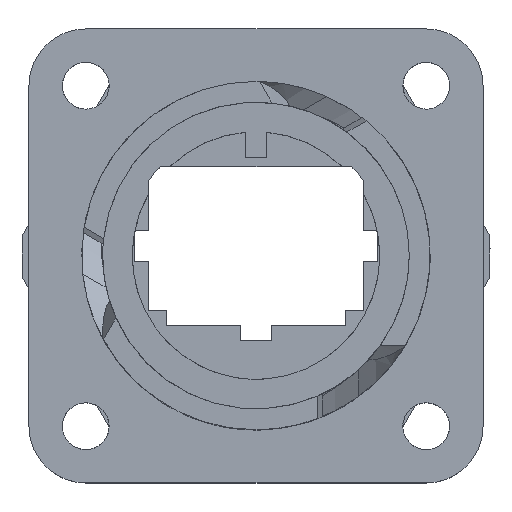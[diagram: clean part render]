
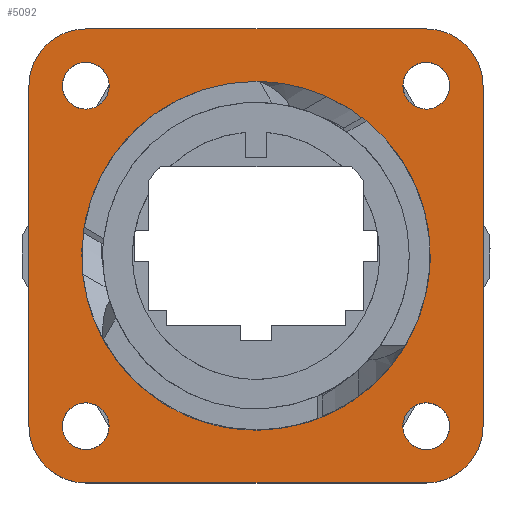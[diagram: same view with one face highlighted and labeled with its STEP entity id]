
A CAD part, top view. The second image highlights one B-rep face of the part: STEP entity #5092.
In plain terms, the highlighted planar face has unit normal (0, 0, 1).
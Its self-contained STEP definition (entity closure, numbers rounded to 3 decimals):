
#2779=AXIS2_PLACEMENT_3D('Circle Axis2P3D',#2777,#2778,$) ;
#2827=AXIS2_PLACEMENT_3D('Circle Axis2P3D',#2825,#2826,$) ;
#2875=AXIS2_PLACEMENT_3D('Circle Axis2P3D',#2873,#2874,$) ;
#2923=AXIS2_PLACEMENT_3D('Circle Axis2P3D',#2921,#2922,$) ;
#5026=AXIS2_PLACEMENT_3D('Plane Axis2P3D',#5023,#5024,#5025) ;
#5040=AXIS2_PLACEMENT_3D('Circle Axis2P3D',#5038,#5039,$) ;
#5049=AXIS2_PLACEMENT_3D('Circle Axis2P3D',#5047,#5048,$) ;
#5058=AXIS2_PLACEMENT_3D('Circle Axis2P3D',#5056,#5057,$) ;
#5067=AXIS2_PLACEMENT_3D('Circle Axis2P3D',#5065,#5066,$) ;
#5076=AXIS2_PLACEMENT_3D('Circle Axis2P3D',#5074,#5075,$) ;
#5085=AXIS2_PLACEMENT_3D('Circle Axis2P3D',#5083,#5084,$) ;
#2750=CARTESIAN_POINT('Vertex',(28.5,0.,12.2)) ;
#2753=CARTESIAN_POINT('Line Origine',(16.5,0.,12.2)) ;
#2757=CARTESIAN_POINT('Vertex',(4.5,0.,12.2)) ;
#2777=CARTESIAN_POINT('Axis2P3D Location',(4.5,4.,12.2)) ;
#2781=CARTESIAN_POINT('Vertex',(0.5,4.,12.2)) ;
#2801=CARTESIAN_POINT('Line Origine',(0.5,16.,12.2)) ;
#2805=CARTESIAN_POINT('Vertex',(0.5,28.,12.2)) ;
#2825=CARTESIAN_POINT('Axis2P3D Location',(4.5,28.,12.2)) ;
#2829=CARTESIAN_POINT('Vertex',(4.5,32.,12.2)) ;
#2849=CARTESIAN_POINT('Line Origine',(16.5,32.,12.2)) ;
#2853=CARTESIAN_POINT('Vertex',(28.5,32.,12.2)) ;
#2873=CARTESIAN_POINT('Axis2P3D Location',(28.5,28.,12.2)) ;
#2877=CARTESIAN_POINT('Vertex',(32.5,28.,12.2)) ;
#2897=CARTESIAN_POINT('Line Origine',(32.5,16.,12.2)) ;
#2901=CARTESIAN_POINT('Vertex',(32.5,4.,12.2)) ;
#2921=CARTESIAN_POINT('Axis2P3D Location',(28.5,4.,12.2)) ;
#3491=CARTESIAN_POINT('Vertex',(3.052,4.791,12.2)) ;
#3511=CARTESIAN_POINT('Vertex',(5.948,3.209,12.2)) ;
#3515=CARTESIAN_POINT('Control Point',(3.052,4.791,12.2)) ;
#3516=CARTESIAN_POINT('Control Point',(3.301,5.246,12.2)) ;
#3517=CARTESIAN_POINT('Control Point',(3.728,5.603,12.2)) ;
#3518=CARTESIAN_POINT('Control Point',(4.284,5.766,12.2)) ;
#3519=CARTESIAN_POINT('Control Point',(5.389,5.627,12.2)) ;
#3520=CARTESIAN_POINT('Control Point',(6.103,4.772,12.2)) ;
#3521=CARTESIAN_POINT('Control Point',(6.266,4.216,12.2)) ;
#3522=CARTESIAN_POINT('Control Point',(6.197,3.664,12.2)) ;
#3523=CARTESIAN_POINT('Control Point',(5.948,3.209,12.2)) ;
#3648=CARTESIAN_POINT('Vertex',(29.948,27.209,12.2)) ;
#3668=CARTESIAN_POINT('Vertex',(27.052,28.791,12.2)) ;
#3672=CARTESIAN_POINT('Control Point',(29.948,27.209,12.2)) ;
#3673=CARTESIAN_POINT('Control Point',(29.699,26.754,12.2)) ;
#3674=CARTESIAN_POINT('Control Point',(29.272,26.397,12.2)) ;
#3675=CARTESIAN_POINT('Control Point',(28.716,26.234,12.2)) ;
#3676=CARTESIAN_POINT('Control Point',(27.611,26.373,12.2)) ;
#3677=CARTESIAN_POINT('Control Point',(26.897,27.228,12.2)) ;
#3678=CARTESIAN_POINT('Control Point',(26.734,27.784,12.2)) ;
#3679=CARTESIAN_POINT('Control Point',(26.803,28.336,12.2)) ;
#3680=CARTESIAN_POINT('Control Point',(27.052,28.791,12.2)) ;
#3853=CARTESIAN_POINT('Vertex',(27.709,2.552,12.2)) ;
#3873=CARTESIAN_POINT('Vertex',(29.291,5.448,12.2)) ;
#3877=CARTESIAN_POINT('Control Point',(27.709,2.552,12.2)) ;
#3878=CARTESIAN_POINT('Control Point',(27.254,2.801,12.2)) ;
#3879=CARTESIAN_POINT('Control Point',(26.897,3.228,12.2)) ;
#3880=CARTESIAN_POINT('Control Point',(26.734,3.784,12.2)) ;
#3881=CARTESIAN_POINT('Control Point',(26.873,4.889,12.2)) ;
#3882=CARTESIAN_POINT('Control Point',(27.728,5.603,12.2)) ;
#3883=CARTESIAN_POINT('Control Point',(28.284,5.766,12.2)) ;
#3884=CARTESIAN_POINT('Control Point',(28.836,5.697,12.2)) ;
#3885=CARTESIAN_POINT('Control Point',(29.291,5.448,12.2)) ;
#4034=CARTESIAN_POINT('Vertex',(5.291,29.448,12.2)) ;
#4054=CARTESIAN_POINT('Vertex',(3.709,26.552,12.2)) ;
#4058=CARTESIAN_POINT('Control Point',(5.291,29.448,12.2)) ;
#4059=CARTESIAN_POINT('Control Point',(5.746,29.199,12.2)) ;
#4060=CARTESIAN_POINT('Control Point',(6.103,28.772,12.2)) ;
#4061=CARTESIAN_POINT('Control Point',(6.266,28.216,12.2)) ;
#4062=CARTESIAN_POINT('Control Point',(6.127,27.111,12.2)) ;
#4063=CARTESIAN_POINT('Control Point',(5.272,26.397,12.2)) ;
#4064=CARTESIAN_POINT('Control Point',(4.716,26.234,12.2)) ;
#4065=CARTESIAN_POINT('Control Point',(4.164,26.303,12.2)) ;
#4066=CARTESIAN_POINT('Control Point',(3.709,26.552,12.2)) ;
#5023=CARTESIAN_POINT('Axis2P3D Location',(16.5,16.,12.2)) ;
#5038=CARTESIAN_POINT('Axis2P3D Location',(4.5,4.,12.2)) ;
#5047=CARTESIAN_POINT('Axis2P3D Location',(16.5,16.,12.2)) ;
#5051=CARTESIAN_POINT('Vertex',(4.225,16.,12.2)) ;
#5053=CARTESIAN_POINT('Vertex',(28.775,16.,12.2)) ;
#5056=CARTESIAN_POINT('Axis2P3D Location',(16.5,16.,12.2)) ;
#5065=CARTESIAN_POINT('Axis2P3D Location',(4.5,28.,12.2)) ;
#5074=CARTESIAN_POINT('Axis2P3D Location',(28.5,28.,12.2)) ;
#5083=CARTESIAN_POINT('Axis2P3D Location',(28.5,4.,12.2)) ;
#2754=DIRECTION('Vector Direction',(1.,0.,0.)) ;
#2778=DIRECTION('Axis2P3D Direction',(0.,0.,-1.)) ;
#2802=DIRECTION('Vector Direction',(0.,-1.,0.)) ;
#2826=DIRECTION('Axis2P3D Direction',(0.,0.,-1.)) ;
#2850=DIRECTION('Vector Direction',(-1.,0.,0.)) ;
#2874=DIRECTION('Axis2P3D Direction',(0.,0.,-1.)) ;
#2898=DIRECTION('Vector Direction',(0.,1.,0.)) ;
#2922=DIRECTION('Axis2P3D Direction',(0.,0.,-1.)) ;
#5024=DIRECTION('Axis2P3D Direction',(0.,0.,1.)) ;
#5025=DIRECTION('Axis2P3D XDirection',(-1.,0.,0.)) ;
#5039=DIRECTION('Axis2P3D Direction',(0.,0.,1.)) ;
#5048=DIRECTION('Axis2P3D Direction',(0.,0.,1.)) ;
#5057=DIRECTION('Axis2P3D Direction',(0.,0.,1.)) ;
#5066=DIRECTION('Axis2P3D Direction',(0.,0.,1.)) ;
#5075=DIRECTION('Axis2P3D Direction',(0.,0.,1.)) ;
#5084=DIRECTION('Axis2P3D Direction',(0.,0.,1.)) ;
#2755=VECTOR('Line Direction',#2754,1.) ;
#2803=VECTOR('Line Direction',#2802,1.) ;
#2851=VECTOR('Line Direction',#2850,1.) ;
#2899=VECTOR('Line Direction',#2898,1.) ;
#5029=ORIENTED_EDGE('',*,*,#2831,.F.) ;
#5030=ORIENTED_EDGE('',*,*,#2807,.F.) ;
#5031=ORIENTED_EDGE('',*,*,#2783,.F.) ;
#5032=ORIENTED_EDGE('',*,*,#2759,.F.) ;
#5033=ORIENTED_EDGE('',*,*,#2925,.F.) ;
#5034=ORIENTED_EDGE('',*,*,#2903,.F.) ;
#5035=ORIENTED_EDGE('',*,*,#2879,.F.) ;
#5036=ORIENTED_EDGE('',*,*,#2855,.F.) ;
#5044=ORIENTED_EDGE('',*,*,#3524,.F.) ;
#5045=ORIENTED_EDGE('',*,*,#5042,.F.) ;
#5062=ORIENTED_EDGE('',*,*,#5055,.F.) ;
#5063=ORIENTED_EDGE('',*,*,#5060,.F.) ;
#5071=ORIENTED_EDGE('',*,*,#4067,.F.) ;
#5072=ORIENTED_EDGE('',*,*,#5069,.F.) ;
#5080=ORIENTED_EDGE('',*,*,#3681,.F.) ;
#5081=ORIENTED_EDGE('',*,*,#5078,.F.) ;
#5089=ORIENTED_EDGE('',*,*,#3886,.F.) ;
#5090=ORIENTED_EDGE('',*,*,#5087,.F.) ;
#5046=FACE_BOUND('',#5043,.T.) ;
#5064=FACE_BOUND('',#5061,.T.) ;
#5073=FACE_BOUND('',#5070,.T.) ;
#5082=FACE_BOUND('',#5079,.T.) ;
#5091=FACE_BOUND('',#5088,.T.) ;
#5092=ADVANCED_FACE('V4',(#5037,#5046,#5064,#5073,#5082,#5091),#5027,.T.) ;
#3514=B_SPLINE_CURVE_WITH_KNOTS('',5,(#3515,#3516,#3517,#3518,#3519,#3520,#3521,#3522,#3523),.UNSPECIFIED.,.F.,.U.,(6,3,6),(-2.592,0.,2.592),.UNSPECIFIED.) ;
#3671=B_SPLINE_CURVE_WITH_KNOTS('',5,(#3672,#3673,#3674,#3675,#3676,#3677,#3678,#3679,#3680),.UNSPECIFIED.,.F.,.U.,(6,3,6),(-2.592,0.,2.592),.UNSPECIFIED.) ;
#3876=B_SPLINE_CURVE_WITH_KNOTS('',5,(#3877,#3878,#3879,#3880,#3881,#3882,#3883,#3884,#3885),.UNSPECIFIED.,.F.,.U.,(6,3,6),(-2.592,0.,2.592),.UNSPECIFIED.) ;
#4057=B_SPLINE_CURVE_WITH_KNOTS('',5,(#4058,#4059,#4060,#4061,#4062,#4063,#4064,#4065,#4066),.UNSPECIFIED.,.F.,.U.,(6,3,6),(-2.592,0.,2.592),.UNSPECIFIED.) ;
#2780=CIRCLE('generated circle',#2779,4.) ;
#2828=CIRCLE('generated circle',#2827,4.) ;
#2876=CIRCLE('generated circle',#2875,4.) ;
#2924=CIRCLE('generated circle',#2923,4.) ;
#5041=CIRCLE('generated circle',#5040,1.65) ;
#5050=CIRCLE('generated circle',#5049,12.275) ;
#5059=CIRCLE('generated circle',#5058,12.275) ;
#5068=CIRCLE('generated circle',#5067,1.65) ;
#5077=CIRCLE('generated circle',#5076,1.65) ;
#5086=CIRCLE('generated circle',#5085,1.65) ;
#2759=EDGE_CURVE('',#2751,#2758,#2756,.F.) ;
#2783=EDGE_CURVE('',#2758,#2782,#2780,.T.) ;
#2807=EDGE_CURVE('',#2782,#2806,#2804,.F.) ;
#2831=EDGE_CURVE('',#2806,#2830,#2828,.T.) ;
#2855=EDGE_CURVE('',#2830,#2854,#2852,.F.) ;
#2879=EDGE_CURVE('',#2854,#2878,#2876,.T.) ;
#2903=EDGE_CURVE('',#2878,#2902,#2900,.F.) ;
#2925=EDGE_CURVE('',#2902,#2751,#2924,.T.) ;
#3524=EDGE_CURVE('',#3512,#3492,#3514,.F.) ;
#3681=EDGE_CURVE('',#3669,#3649,#3671,.F.) ;
#3886=EDGE_CURVE('',#3874,#3854,#3876,.F.) ;
#4067=EDGE_CURVE('',#4055,#4035,#4057,.F.) ;
#5042=EDGE_CURVE('',#3492,#3512,#5041,.T.) ;
#5055=EDGE_CURVE('',#5052,#5054,#5050,.T.) ;
#5060=EDGE_CURVE('',#5054,#5052,#5059,.T.) ;
#5069=EDGE_CURVE('',#4035,#4055,#5068,.T.) ;
#5078=EDGE_CURVE('',#3649,#3669,#5077,.T.) ;
#5087=EDGE_CURVE('',#3854,#3874,#5086,.T.) ;
#5028=EDGE_LOOP('',(#5029,#5030,#5031,#5032,#5033,#5034,#5035,#5036)) ;
#5043=EDGE_LOOP('',(#5044,#5045)) ;
#5061=EDGE_LOOP('',(#5062,#5063)) ;
#5070=EDGE_LOOP('',(#5071,#5072)) ;
#5079=EDGE_LOOP('',(#5080,#5081)) ;
#5088=EDGE_LOOP('',(#5089,#5090)) ;
#5037=FACE_OUTER_BOUND('',#5028,.T.) ;
#2756=LINE('Line',#2753,#2755) ;
#2804=LINE('Line',#2801,#2803) ;
#2852=LINE('Line',#2849,#2851) ;
#2900=LINE('Line',#2897,#2899) ;
#5027=PLANE('',#5026) ;
#2751=VERTEX_POINT('',#2750) ;
#2758=VERTEX_POINT('',#2757) ;
#2782=VERTEX_POINT('',#2781) ;
#2806=VERTEX_POINT('',#2805) ;
#2830=VERTEX_POINT('',#2829) ;
#2854=VERTEX_POINT('',#2853) ;
#2878=VERTEX_POINT('',#2877) ;
#2902=VERTEX_POINT('',#2901) ;
#3492=VERTEX_POINT('',#3491) ;
#3512=VERTEX_POINT('',#3511) ;
#3649=VERTEX_POINT('',#3648) ;
#3669=VERTEX_POINT('',#3668) ;
#3854=VERTEX_POINT('',#3853) ;
#3874=VERTEX_POINT('',#3873) ;
#4035=VERTEX_POINT('',#4034) ;
#4055=VERTEX_POINT('',#4054) ;
#5052=VERTEX_POINT('',#5051) ;
#5054=VERTEX_POINT('',#5053) ;
